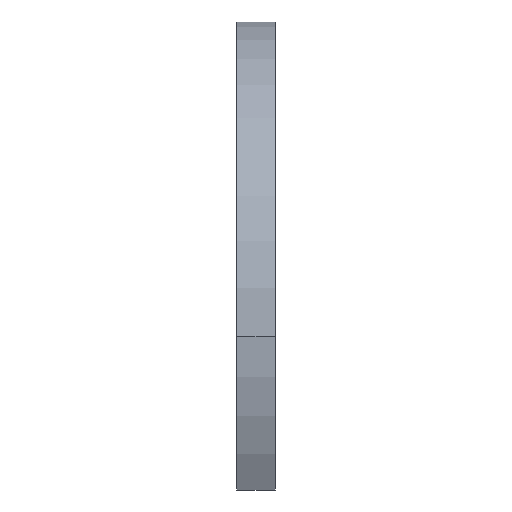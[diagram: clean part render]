
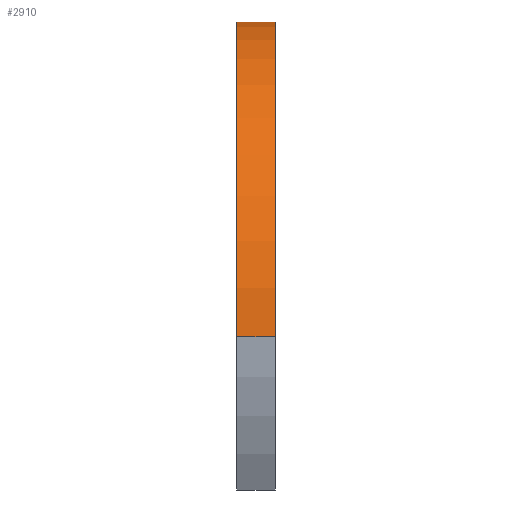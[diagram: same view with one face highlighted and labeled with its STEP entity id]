
A CAD part, top view. The second image highlights one B-rep face of the part: STEP entity #2910.
In plain terms, the highlighted cylindrical face has radius 24.5 mm (diameter 49 mm), a partial arc.
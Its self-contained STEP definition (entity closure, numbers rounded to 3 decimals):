
#255 = DIRECTION ( 'NONE',  ( 1., 0., 0. ) ) ;
#315 = ORIENTED_EDGE ( 'NONE', *, *, #4144, .T. ) ;
#426 = ORIENTED_EDGE ( 'NONE', *, *, #3133, .F. ) ;
#620 = CARTESIAN_POINT ( 'NONE',  ( -1.5, 0., 0. ) ) ;
#624 = ORIENTED_EDGE ( 'NONE', *, *, #777, .T. ) ;
#777 = EDGE_CURVE ( 'NONE', #4504, #2726, #4096, .T. ) ;
#799 = CARTESIAN_POINT ( 'NONE',  ( 1.5, 0., 24.5 ) ) ;
#829 = CARTESIAN_POINT ( 'NONE',  ( 1.5, 0., 0. ) ) ;
#1111 = VERTEX_POINT ( 'NONE', #799 ) ;
#1324 = DIRECTION ( 'NONE',  ( -1., 0., 0. ) ) ;
#1528 = FACE_OUTER_BOUND ( 'NONE', #3077, .T. ) ;
#1622 = CARTESIAN_POINT ( 'NONE',  ( 1.5, 0., 24.5 ) ) ;
#1854 = CYLINDRICAL_SURFACE ( 'NONE', #4435, 24.5 ) ;
#1911 = CARTESIAN_POINT ( 'NONE',  ( 1.5, 24.487, 0.8 ) ) ;
#1953 = AXIS2_PLACEMENT_3D ( 'NONE', #2314, #2980, #2363 ) ;
#2028 = VECTOR ( 'NONE', #1324, 1000. ) ;
#2182 = DIRECTION ( 'NONE',  ( 0., 0., 1. ) ) ;
#2243 = CIRCLE ( 'NONE', #1953, 24.5 ) ;
#2314 = CARTESIAN_POINT ( 'NONE',  ( 1.5, 0., 0. ) ) ;
#2333 = CIRCLE ( 'NONE', #3514, 24.5 ) ;
#2363 = DIRECTION ( 'NONE',  ( 0., 0., -1. ) ) ;
#2706 = LINE ( 'NONE', #1622, #2028 ) ;
#2726 = VERTEX_POINT ( 'NONE', #3750 ) ;
#2910 = ADVANCED_FACE ( 'NONE', ( #1528 ), #1854, .T. ) ;
#2980 = DIRECTION ( 'NONE',  ( 1., 0., 0. ) ) ;
#3000 = DIRECTION ( 'NONE',  ( -1., 0., 0. ) ) ;
#3026 = CARTESIAN_POINT ( 'NONE',  ( 1.5, 24.487, 0.8 ) ) ;
#3067 = EDGE_CURVE ( 'NONE', #4504, #1111, #2243, .T. ) ;
#3077 = EDGE_LOOP ( 'NONE', ( #426, #3550, #624, #315 ) ) ;
#3133 = EDGE_CURVE ( 'NONE', #1111, #4111, #2706, .T. ) ;
#3514 = AXIS2_PLACEMENT_3D ( 'NONE', #620, #255, #4441 ) ;
#3550 = ORIENTED_EDGE ( 'NONE', *, *, #3067, .F. ) ;
#3624 = DIRECTION ( 'NONE',  ( -1., 0., 0. ) ) ;
#3745 = VECTOR ( 'NONE', #3000, 1000. ) ;
#3750 = CARTESIAN_POINT ( 'NONE',  ( -1.5, 24.487, 0.8 ) ) ;
#4096 = LINE ( 'NONE', #3026, #3745 ) ;
#4111 = VERTEX_POINT ( 'NONE', #4371 ) ;
#4144 = EDGE_CURVE ( 'NONE', #2726, #4111, #2333, .T. ) ;
#4371 = CARTESIAN_POINT ( 'NONE',  ( -1.5, 0., 24.5 ) ) ;
#4435 = AXIS2_PLACEMENT_3D ( 'NONE', #829, #3624, #2182 ) ;
#4441 = DIRECTION ( 'NONE',  ( 0., 0., -1. ) ) ;
#4504 = VERTEX_POINT ( 'NONE', #1911 ) ;
